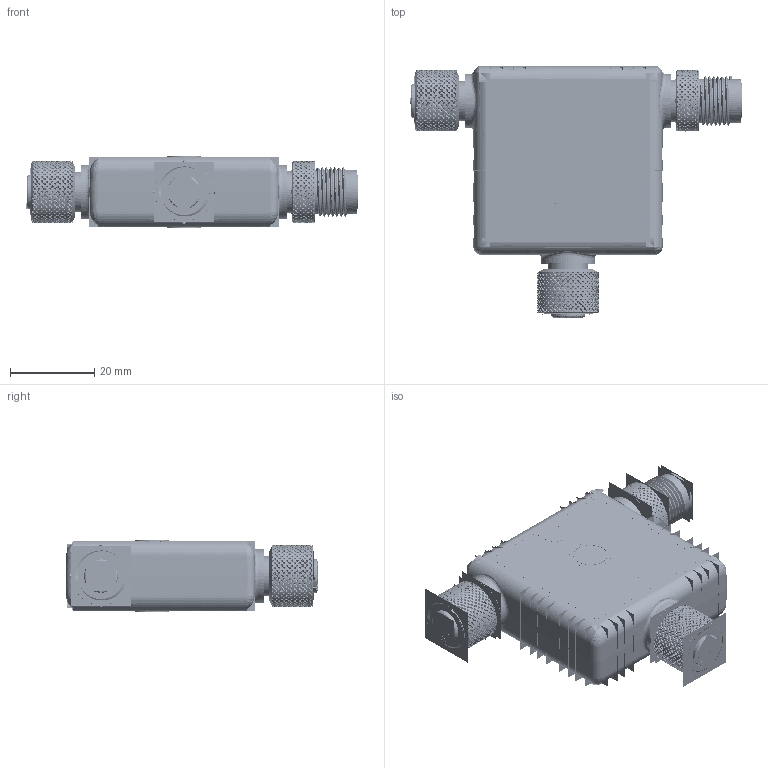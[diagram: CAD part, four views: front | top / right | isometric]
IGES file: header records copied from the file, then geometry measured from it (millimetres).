
Start section:  PTC IGES file: 222568.igs
Global section: file name: 222568.igs; native system: Creo Parametric by PTC Inc.; preprocessor: 2019292; author: PDMAdmin; organization: Unknown; date: 20210316.125854; units: millimetre
Bounding box: 78.96 x 60.1 x 16.96 mm (x, y, z)
Volume: 35562.3 mm3; surface area: 72147.8 mm2
Topology: 3 solids, 4 shells, 20258 faces, 89690 edges, 106583 vertices
Faces by surface type: bspline 15460, revolution 4798
